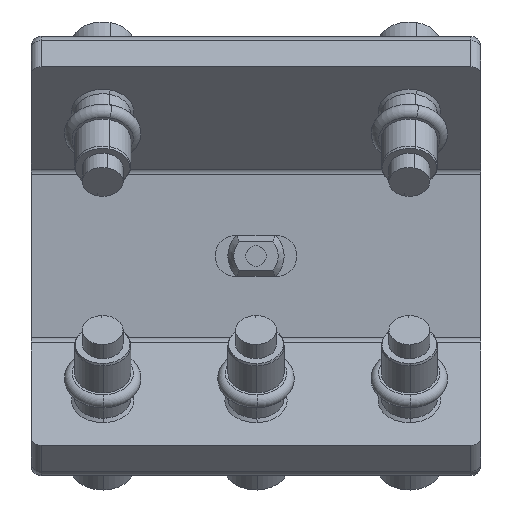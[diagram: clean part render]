
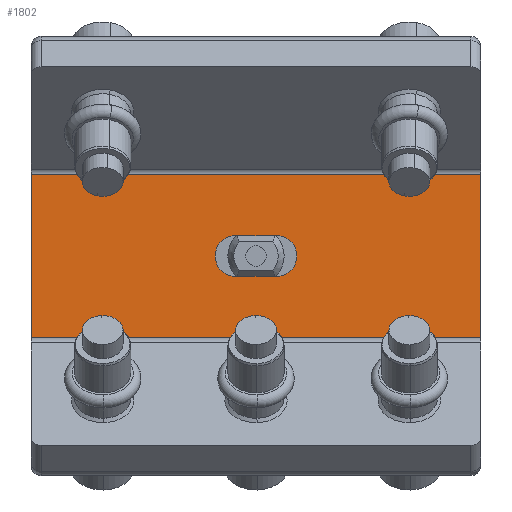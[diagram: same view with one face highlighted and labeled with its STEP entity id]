
A CAD part, front view. The second image highlights one B-rep face of the part: STEP entity #1802.
In plain terms, the highlighted planar face has unit normal (0, -1, 0).
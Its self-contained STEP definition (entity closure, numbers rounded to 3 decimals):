
#988=CARTESIAN_POINT('Vertex',(-44.,40.,-15.947)) ;
#991=CARTESIAN_POINT('Line Origine',(-44.,40.,0.)) ;
#995=CARTESIAN_POINT('Vertex',(-44.,40.,15.947)) ;
#1108=CARTESIAN_POINT('Line Origine',(0.,40.,-15.947)) ;
#1112=CARTESIAN_POINT('Vertex',(44.,40.,-15.947)) ;
#1145=CARTESIAN_POINT('Vertex',(44.,40.,15.947)) ;
#1148=CARTESIAN_POINT('Line Origine',(44.,40.,0.)) ;
#1713=CARTESIAN_POINT('Line Origine',(0.,40.,15.947)) ;
#1725=CARTESIAN_POINT('Axis2P3D Location',(0.,40.,-15.947)) ;
#1736=CARTESIAN_POINT('Line Origine',(-3.887,40.,4.)) ;
#1740=CARTESIAN_POINT('Vertex',(-3.775,40.,4.)) ;
#1742=CARTESIAN_POINT('Vertex',(-4.,40.,4.)) ;
#1745=CARTESIAN_POINT('Line Origine',(0.,40.,4.)) ;
#1749=CARTESIAN_POINT('Vertex',(3.775,40.,4.)) ;
#1752=CARTESIAN_POINT('Line Origine',(3.887,40.,4.)) ;
#1756=CARTESIAN_POINT('Vertex',(4.,40.,4.)) ;
#1759=CARTESIAN_POINT('Axis2P3D Location',(4.,40.,0.)) ;
#1763=CARTESIAN_POINT('Vertex',(4.,40.,-4.)) ;
#1766=CARTESIAN_POINT('Line Origine',(3.887,40.,-4.)) ;
#1770=CARTESIAN_POINT('Vertex',(3.775,40.,-4.)) ;
#1773=CARTESIAN_POINT('Line Origine',(0.,40.,-4.)) ;
#1777=CARTESIAN_POINT('Vertex',(-3.775,40.,-4.)) ;
#1780=CARTESIAN_POINT('Line Origine',(-3.887,40.,-4.)) ;
#1784=CARTESIAN_POINT('Vertex',(-4.,40.,-4.)) ;
#1787=CARTESIAN_POINT('Axis2P3D Location',(-4.,40.,0.)) ;
#992=DIRECTION('Vector Direction',(0.,0.,1.)) ;
#1109=DIRECTION('Vector Direction',(1.,0.,0.)) ;
#1149=DIRECTION('Vector Direction',(0.,0.,1.)) ;
#1714=DIRECTION('Vector Direction',(1.,0.,0.)) ;
#1726=DIRECTION('Axis2P3D Direction',(0.,1.,0.)) ;
#1727=DIRECTION('Axis2P3D XDirection',(0.,0.,1.)) ;
#1737=DIRECTION('Vector Direction',(1.,0.,0.)) ;
#1746=DIRECTION('Vector Direction',(1.,0.,0.)) ;
#1753=DIRECTION('Vector Direction',(1.,0.,0.)) ;
#1760=DIRECTION('Axis2P3D Direction',(0.,1.,0.)) ;
#1767=DIRECTION('Vector Direction',(-1.,0.,0.)) ;
#1774=DIRECTION('Vector Direction',(-1.,0.,0.)) ;
#1781=DIRECTION('Vector Direction',(-1.,0.,0.)) ;
#1788=DIRECTION('Axis2P3D Direction',(0.,1.,0.)) ;
#1728=AXIS2_PLACEMENT_3D('Plane Axis2P3D',#1725,#1726,#1727) ;
#1761=AXIS2_PLACEMENT_3D('Circle Axis2P3D',#1759,#1760,$) ;
#1789=AXIS2_PLACEMENT_3D('Circle Axis2P3D',#1787,#1788,$) ;
#1731=ORIENTED_EDGE('',*,*,#1717,.F.) ;
#1732=ORIENTED_EDGE('',*,*,#997,.T.) ;
#1733=ORIENTED_EDGE('',*,*,#1114,.T.) ;
#1734=ORIENTED_EDGE('',*,*,#1152,.F.) ;
#1793=ORIENTED_EDGE('',*,*,#1744,.F.) ;
#1794=ORIENTED_EDGE('',*,*,#1751,.F.) ;
#1795=ORIENTED_EDGE('',*,*,#1758,.F.) ;
#1796=ORIENTED_EDGE('',*,*,#1765,.F.) ;
#1797=ORIENTED_EDGE('',*,*,#1772,.F.) ;
#1798=ORIENTED_EDGE('',*,*,#1779,.F.) ;
#1799=ORIENTED_EDGE('',*,*,#1786,.F.) ;
#1800=ORIENTED_EDGE('',*,*,#1791,.F.) ;
#1801=FACE_BOUND('',#1792,.T.) ;
#993=VECTOR('Line Direction',#992,1.) ;
#1110=VECTOR('Line Direction',#1109,1.) ;
#1150=VECTOR('Line Direction',#1149,1.) ;
#1715=VECTOR('Line Direction',#1714,1.) ;
#1738=VECTOR('Line Direction',#1737,1.) ;
#1747=VECTOR('Line Direction',#1746,1.) ;
#1754=VECTOR('Line Direction',#1753,1.) ;
#1768=VECTOR('Line Direction',#1767,1.) ;
#1775=VECTOR('Line Direction',#1774,1.) ;
#1782=VECTOR('Line Direction',#1781,1.) ;
#1802=ADVANCED_FACE('PartBody',(#1735,#1801),#1729,.F.) ;
#1762=CIRCLE('generated circle',#1761,4.) ;
#1790=CIRCLE('generated circle',#1789,4.) ;
#997=EDGE_CURVE('',#996,#989,#994,.F.) ;
#1114=EDGE_CURVE('',#989,#1113,#1111,.T.) ;
#1152=EDGE_CURVE('',#1146,#1113,#1151,.F.) ;
#1717=EDGE_CURVE('',#996,#1146,#1716,.T.) ;
#1744=EDGE_CURVE('',#1741,#1743,#1739,.F.) ;
#1751=EDGE_CURVE('',#1750,#1741,#1748,.F.) ;
#1758=EDGE_CURVE('',#1757,#1750,#1755,.F.) ;
#1765=EDGE_CURVE('',#1764,#1757,#1762,.F.) ;
#1772=EDGE_CURVE('',#1771,#1764,#1769,.F.) ;
#1779=EDGE_CURVE('',#1778,#1771,#1776,.F.) ;
#1786=EDGE_CURVE('',#1785,#1778,#1783,.F.) ;
#1791=EDGE_CURVE('',#1743,#1785,#1790,.F.) ;
#1730=EDGE_LOOP('',(#1731,#1732,#1733,#1734)) ;
#1792=EDGE_LOOP('',(#1793,#1794,#1795,#1796,#1797,#1798,#1799,#1800)) ;
#1735=FACE_OUTER_BOUND('',#1730,.T.) ;
#994=LINE('Line',#991,#993) ;
#1111=LINE('Line',#1108,#1110) ;
#1151=LINE('Line',#1148,#1150) ;
#1716=LINE('Line',#1713,#1715) ;
#1739=LINE('Line',#1736,#1738) ;
#1748=LINE('Line',#1745,#1747) ;
#1755=LINE('Line',#1752,#1754) ;
#1769=LINE('Line',#1766,#1768) ;
#1776=LINE('Line',#1773,#1775) ;
#1783=LINE('Line',#1780,#1782) ;
#1729=PLANE('',#1728) ;
#989=VERTEX_POINT('',#988) ;
#996=VERTEX_POINT('',#995) ;
#1113=VERTEX_POINT('',#1112) ;
#1146=VERTEX_POINT('',#1145) ;
#1741=VERTEX_POINT('',#1740) ;
#1743=VERTEX_POINT('',#1742) ;
#1750=VERTEX_POINT('',#1749) ;
#1757=VERTEX_POINT('',#1756) ;
#1764=VERTEX_POINT('',#1763) ;
#1771=VERTEX_POINT('',#1770) ;
#1778=VERTEX_POINT('',#1777) ;
#1785=VERTEX_POINT('',#1784) ;
